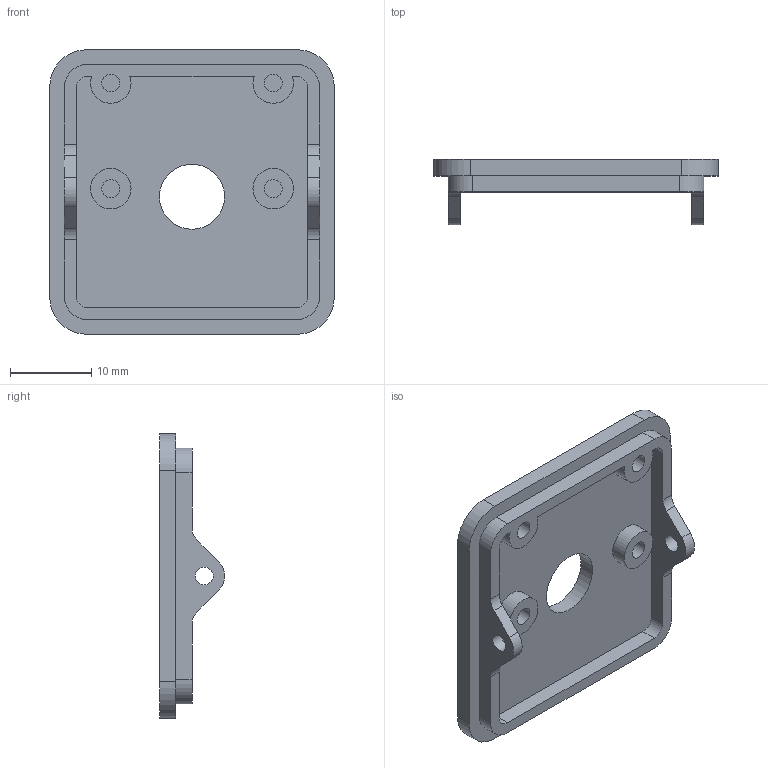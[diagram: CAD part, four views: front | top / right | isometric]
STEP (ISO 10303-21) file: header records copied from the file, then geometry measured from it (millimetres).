
FILE_DESCRIPTION(/* description */ (''),/* implementation_level */ '2;1');
FILE_NAME(/* name */ 'lens cap.stp',/* time_stamp */ '2024-07-19T15:50:09-07:00',/* author */ ('devan'),/* organization */ (''),/* preprocessor_version */ 'ST-DEVELOPER v20',/* originating_system */ 'Autodesk Inventor 2024',/* authorisation */ '');
FILE_SCHEMA (('AUTOMOTIVE_DESIGN { 1 0 10303 214 3 1 1 }'));
Length unit declared in the file: millimetre
Products named in the file (1): camera cap
Bounding box: 35 x 7.99 x 35 mm (x, y, z)
Volume: 2828 mm3; surface area: 3342.6 mm2
Topology: 1 solids, 1 shells, 58 faces, 147 edges, 98 vertices
Faces by surface type: cylinder 29, plane 29
Full cylindrical faces by diameter (mm): 2.2 x6, 5 x2, 8 x1
Entity records: 1824 total; most frequent: DIRECTION 323, CARTESIAN_POINT 304, ORIENTED_EDGE 294, EDGE_CURVE 147, AXIS2_PLACEMENT_3D 117, VERTEX_POINT 98, LINE 89, VECTOR 89
